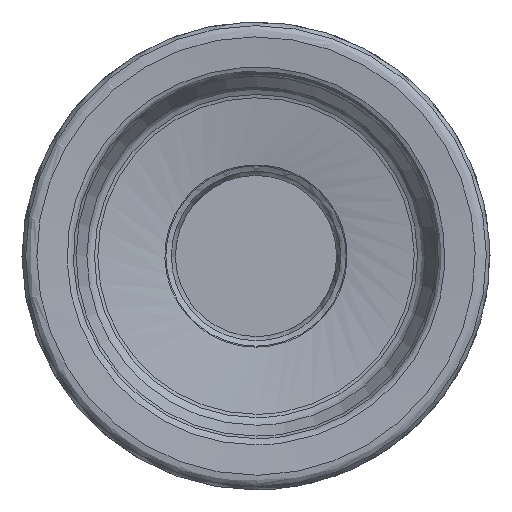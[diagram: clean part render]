
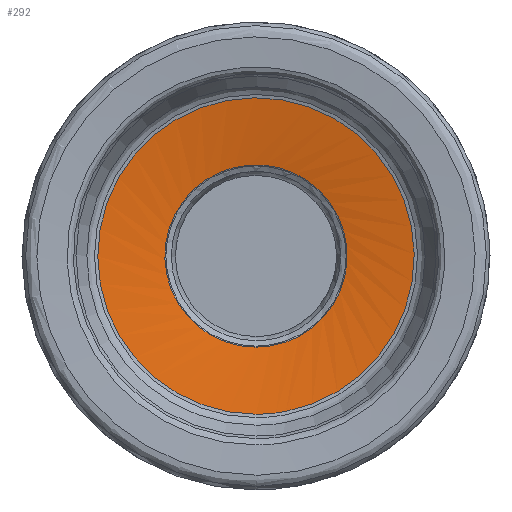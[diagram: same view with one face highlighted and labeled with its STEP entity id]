
A CAD part, left-side view. The second image highlights one B-rep face of the part: STEP entity #292.
In plain terms, the highlighted face is a revolution surface.
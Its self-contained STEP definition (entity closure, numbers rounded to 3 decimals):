
#58=SURFACE_OF_REVOLUTION('',#94,#82);
#82=AXIS1_PLACEMENT('',#1046,#889);
#94=LINE('',#1045,#102);
#102=VECTOR('',#888,1.962);
#292=ADVANCED_FACE('',(#370,#371),#58,.T.);
#370=FACE_BOUND('',#450,.T.);
#371=FACE_BOUND('',#451,.T.);
#450=EDGE_LOOP('',(#530));
#451=EDGE_LOOP('',(#531));
#530=ORIENTED_EDGE('',*,*,#617,.F.);
#531=ORIENTED_EDGE('',*,*,#616,.T.);
#576=VERTEX_POINT('',#1040);
#577=VERTEX_POINT('',#1044);
#616=EDGE_CURVE('',#576,#576,#656,.T.);
#617=EDGE_CURVE('',#577,#577,#657,.T.);
#656=CIRCLE('',#724,2.338);
#657=CIRCLE('',#726,4.057);
#724=AXIS2_PLACEMENT_3D('',#1039,#881,#882);
#726=AXIS2_PLACEMENT_3D('',#1043,#886,#887);
#881=DIRECTION('',(1.,0.,0.));
#882=DIRECTION('',(0.,0.,-1.));
#886=DIRECTION('',(1.,0.,0.));
#887=DIRECTION('',(0.,0.,-1.));
#888=DIRECTION('',(-0.148,-0.958,-0.244));
#889=DIRECTION('',(1.,0.,0.));
#1039=CARTESIAN_POINT('',(1.473,0.,0.));
#1040=CARTESIAN_POINT('',(1.473,0.,-2.338));
#1043=CARTESIAN_POINT('',(1.184,0.,0.));
#1044=CARTESIAN_POINT('',(1.184,0.,-4.057));
#1045=CARTESIAN_POINT('',(1.473,-2.153,0.909));
#1046=CARTESIAN_POINT('',(9.,0.,0.));
